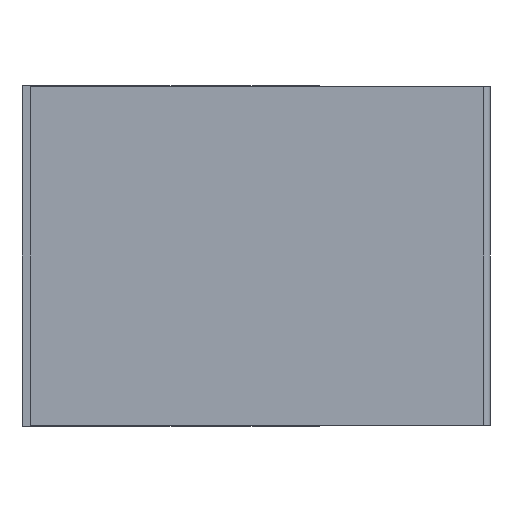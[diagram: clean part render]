
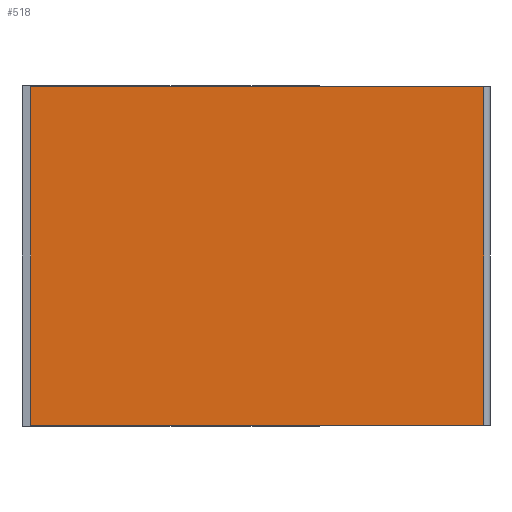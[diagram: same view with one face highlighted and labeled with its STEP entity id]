
A CAD part, left-side view. The second image highlights one B-rep face of the part: STEP entity #518.
In plain terms, the highlighted planar face has unit normal (-1, 0, 0).
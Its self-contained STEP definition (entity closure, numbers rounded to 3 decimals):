
#7 = LINE ( 'NONE', #3916, #2055 ) ;
#75 = ORIENTED_EDGE ( 'NONE', *, *, #2407, .F. ) ;
#183 = CARTESIAN_POINT ( 'NONE',  ( -0.1, -2.008, -0.01 ) ) ;
#464 = EDGE_CURVE ( 'NONE', #925, #918, #3946, .T. ) ;
#518 = ADVANCED_FACE ( 'NONE', ( #3839 ), #3914, .F. ) ;
#571 = ORIENTED_EDGE ( 'NONE', *, *, #2104, .F. ) ;
#606 = DIRECTION ( 'NONE',  ( 0., 0., 1. ) ) ;
#732 = CARTESIAN_POINT ( 'NONE',  ( -0.1, -1.933, -0.01 ) ) ;
#739 = LINE ( 'NONE', #2500, #3273 ) ;
#775 = CARTESIAN_POINT ( 'NONE',  ( -0.1, 3.392, -3.99 ) ) ;
#918 = VERTEX_POINT ( 'NONE', #732 ) ;
#925 = VERTEX_POINT ( 'NONE', #1031 ) ;
#1031 = CARTESIAN_POINT ( 'NONE',  ( -0.1, 3.392, -0.01 ) ) ;
#1051 = ORIENTED_EDGE ( 'NONE', *, *, #464, .F. ) ;
#1243 = DIRECTION ( 'NONE',  ( 0., -1., 0. ) ) ;
#1285 = AXIS2_PLACEMENT_3D ( 'NONE', #3515, #1551, #4242 ) ;
#1528 = DIRECTION ( 'NONE',  ( 0., 0., 1. ) ) ;
#1550 = DIRECTION ( 'NONE',  ( 0., 1., 0. ) ) ;
#1551 = DIRECTION ( 'NONE',  ( 1., 0., 0. ) ) ;
#1776 = ORIENTED_EDGE ( 'NONE', *, *, #4001, .T. ) ;
#1869 = VERTEX_POINT ( 'NONE', #775 ) ;
#2055 = VECTOR ( 'NONE', #606, 1000. ) ;
#2104 = EDGE_CURVE ( 'NONE', #1869, #925, #7, .T. ) ;
#2179 = LINE ( 'NONE', #2557, #2222 ) ;
#2222 = VECTOR ( 'NONE', #1528, 1000. ) ;
#2407 = EDGE_CURVE ( 'NONE', #2910, #1869, #739, .T. ) ;
#2495 = CARTESIAN_POINT ( 'NONE',  ( -0.1, -1.933, -3.99 ) ) ;
#2500 = CARTESIAN_POINT ( 'NONE',  ( -0.1, -2.008, -3.99 ) ) ;
#2557 = CARTESIAN_POINT ( 'NONE',  ( -0.1, -1.933, -0.01 ) ) ;
#2910 = VERTEX_POINT ( 'NONE', #2495 ) ;
#3003 = VECTOR ( 'NONE', #1243, 1000. ) ;
#3273 = VECTOR ( 'NONE', #1550, 1000. ) ;
#3515 = CARTESIAN_POINT ( 'NONE',  ( -0.1, 0., 0. ) ) ;
#3839 = FACE_OUTER_BOUND ( 'NONE', #4297, .T. ) ;
#3914 = PLANE ( 'NONE',  #1285 ) ;
#3916 = CARTESIAN_POINT ( 'NONE',  ( -0.1, 3.392, -0.01 ) ) ;
#3946 = LINE ( 'NONE', #183, #3003 ) ;
#4001 = EDGE_CURVE ( 'NONE', #2910, #918, #2179, .T. ) ;
#4242 = DIRECTION ( 'NONE',  ( 0., 0., 1. ) ) ;
#4297 = EDGE_LOOP ( 'NONE', ( #75, #1776, #1051, #571 ) ) ;
